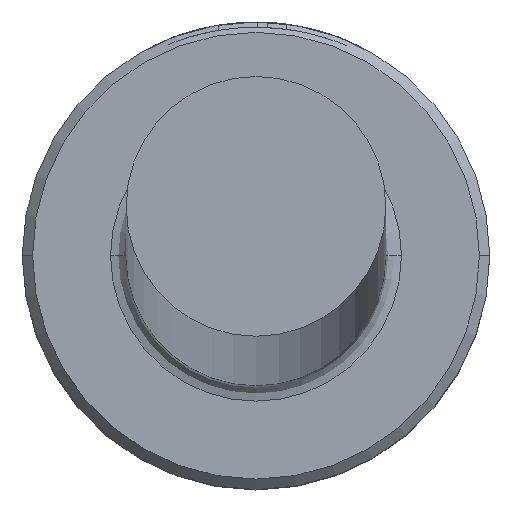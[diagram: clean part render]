
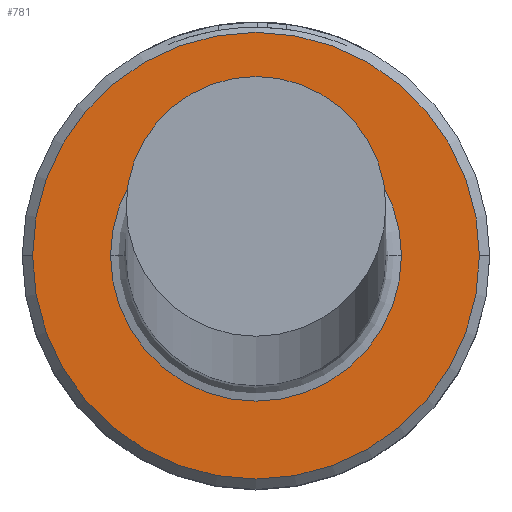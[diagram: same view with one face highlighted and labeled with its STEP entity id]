
A CAD part, top view. The second image highlights one B-rep face of the part: STEP entity #781.
In plain terms, the highlighted planar face has unit normal (0, 0, 1).
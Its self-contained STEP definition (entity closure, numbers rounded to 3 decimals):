
#21 = DIRECTION ( 'NONE',  ( 0., 0., -1. ) ) ;
#42 = CIRCLE ( 'NONE', #558, 4.3 ) ;
#47 = CARTESIAN_POINT ( 'NONE',  ( 0., 0., 6. ) ) ;
#48 = ORIENTED_EDGE ( 'NONE', *, *, #605, .T. ) ;
#74 = DIRECTION ( 'NONE',  ( 1., 0., 0. ) ) ;
#87 = VERTEX_POINT ( 'NONE', #471 ) ;
#89 = VERTEX_POINT ( 'NONE', #188 ) ;
#154 = DIRECTION ( 'NONE',  ( 1., 0., 0. ) ) ;
#188 = CARTESIAN_POINT ( 'NONE',  ( -4.3, 0., 6. ) ) ;
#193 = DIRECTION ( 'NONE',  ( 1., 0., 0. ) ) ;
#243 = CIRCLE ( 'NONE', #386, 2.8 ) ;
#269 = VERTEX_POINT ( 'NONE', #648 ) ;
#279 = EDGE_CURVE ( 'NONE', #89, #87, #42, .T. ) ;
#286 = DIRECTION ( 'NONE',  ( 0., 0., 1. ) ) ;
#289 = CARTESIAN_POINT ( 'NONE',  ( 0., 0., 6. ) ) ;
#343 = CIRCLE ( 'NONE', #505, 4.3 ) ;
#361 = DIRECTION ( 'NONE',  ( 0., 0., 1. ) ) ;
#366 = ORIENTED_EDGE ( 'NONE', *, *, #279, .T. ) ;
#386 = AXIS2_PLACEMENT_3D ( 'NONE', #582, #21, #671 ) ;
#426 = AXIS2_PLACEMENT_3D ( 'NONE', #533, #361, #74 ) ;
#446 = PLANE ( 'NONE',  #426 ) ;
#448 = CIRCLE ( 'NONE', #894, 2.8 ) ;
#458 = ORIENTED_EDGE ( 'NONE', *, *, #984, .T. ) ;
#471 = CARTESIAN_POINT ( 'NONE',  ( 4.3, 0., 6. ) ) ;
#492 = EDGE_LOOP ( 'NONE', ( #840, #458 ) ) ;
#505 = AXIS2_PLACEMENT_3D ( 'NONE', #47, #693, #154 ) ;
#520 = EDGE_CURVE ( 'NONE', #269, #938, #243, .T. ) ;
#533 = CARTESIAN_POINT ( 'NONE',  ( 0., 0., 6. ) ) ;
#534 = DIRECTION ( 'NONE',  ( 0., 0., -1. ) ) ;
#545 = FACE_BOUND ( 'NONE', #492, .T. ) ;
#558 = AXIS2_PLACEMENT_3D ( 'NONE', #289, #286, #193 ) ;
#582 = CARTESIAN_POINT ( 'NONE',  ( 0., 0., 6. ) ) ;
#605 = EDGE_CURVE ( 'NONE', #87, #89, #343, .T. ) ;
#648 = CARTESIAN_POINT ( 'NONE',  ( -2.8, 0., 6. ) ) ;
#671 = DIRECTION ( 'NONE',  ( -1., 0., 0. ) ) ;
#693 = DIRECTION ( 'NONE',  ( 0., 0., 1. ) ) ;
#713 = CARTESIAN_POINT ( 'NONE',  ( 2.8, 0., 6. ) ) ;
#717 = EDGE_LOOP ( 'NONE', ( #366, #48 ) ) ;
#781 = ADVANCED_FACE ( 'NONE', ( #964, #545 ), #446, .T. ) ;
#840 = ORIENTED_EDGE ( 'NONE', *, *, #520, .T. ) ;
#894 = AXIS2_PLACEMENT_3D ( 'NONE', #1060, #534, #1144 ) ;
#938 = VERTEX_POINT ( 'NONE', #713 ) ;
#964 = FACE_OUTER_BOUND ( 'NONE', #717, .T. ) ;
#984 = EDGE_CURVE ( 'NONE', #938, #269, #448, .T. ) ;
#1060 = CARTESIAN_POINT ( 'NONE',  ( 0., 0., 6. ) ) ;
#1144 = DIRECTION ( 'NONE',  ( -1., 0., 0. ) ) ;
